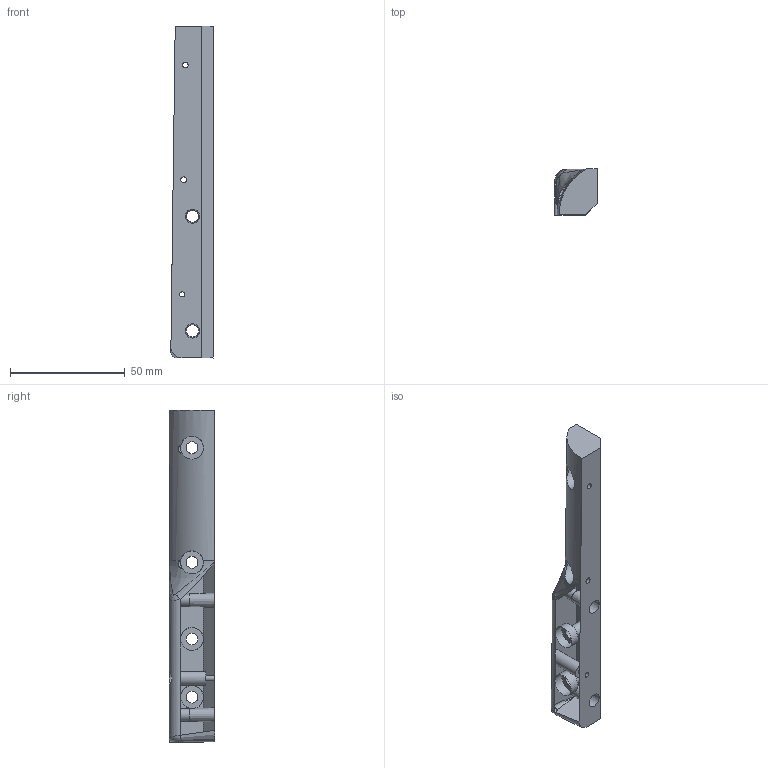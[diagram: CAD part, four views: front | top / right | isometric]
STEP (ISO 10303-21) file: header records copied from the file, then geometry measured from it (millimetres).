
FILE_DESCRIPTION(/* description */ ('STEP AP242','CAx-IF Rec.Pracs.---Representation and Presentation of Product Manufacturing Information (PMI)---4.0---2014-10-13','CAx-IF Rec.Pracs.---3D Tessellated Geometry---0.4---2014-09-14','2;1'),/* implementation_level */ '2;1');
FILE_NAME(/* name */ 'Neck - Adapter - Left',/* time_stamp */ '2025-01-11T07:21:04Z',/* author */ (''),/* organization */ (''),/* preprocessor_version */ 'ST-DEVELOPER v20',/* originating_system */ 'ONSHAPE BY PTC INC, 1.192',/* authorisation */ ' ');
FILE_SCHEMA (('AP242_MANAGED_MODEL_BASED_3D_ENGINEERING_MIM_LF { 1 0 10303 442 1 1 4 }'));
Length unit declared in the file: metre
Products named in the file (1): Adapter - Left
Bounding box: 18.44 x 20 x 144.75 mm (x, y, z)
Volume: 38946.8 mm3; surface area: 12533.3 mm2
Topology: 1 solids, 1 shells, 46 faces, 128 edges, 81 vertices
Faces by surface type: cylinder 20, plane 14, bspline 8, cone 4
Full cylindrical faces by diameter (mm): 2.2 x1, 2.5 x2, 4 x2, 5.2 x4, 5.3 x2, 6 x1, 10 x4
Entity records: 1903 total; most frequent: CARTESIAN_POINT 962, ORIENTED_EDGE 170, DIRECTION 163, EDGE_LOOP 87, FACE_BOUND 87, EDGE_CURVE 85, AXIS2_PLACEMENT_3D 73, VERTEX_POINT 64
